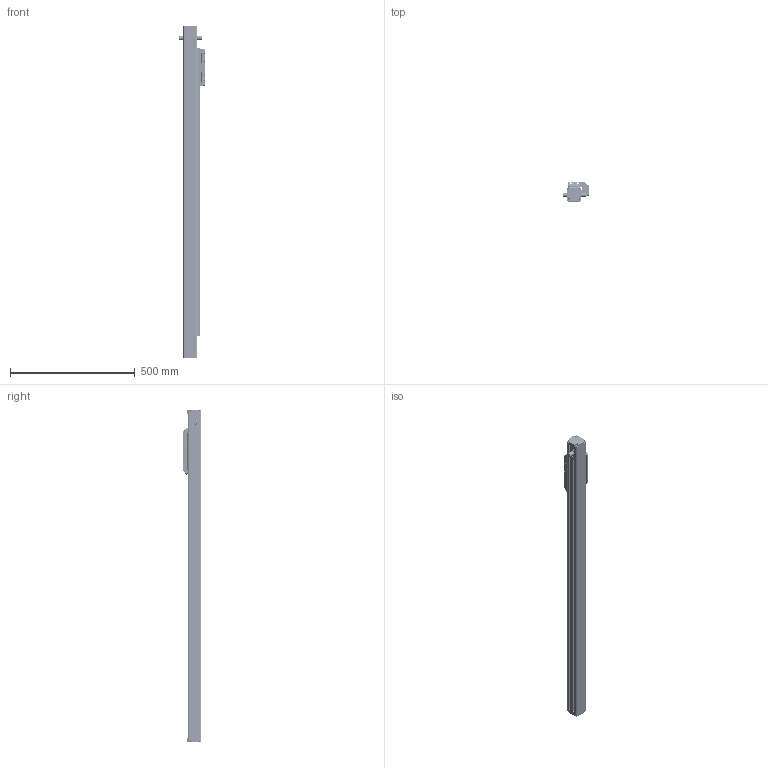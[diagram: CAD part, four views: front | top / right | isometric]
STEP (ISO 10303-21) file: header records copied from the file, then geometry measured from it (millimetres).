
FILE_DESCRIPTION (( 'STEP AP214' ), '1' );
FILE_NAME ('MTE55-1000-R-D6.STEP', '2023-03-14T07:26:11', ( '' ), ( '' ), 'SwSTEP 2.0', 'SolidWorks 2021', '' );
FILE_SCHEMA (( 'AUTOMOTIVE_DESIGN' ));
Length unit declared in the file: millimetre
Products named in the file (37): A1Y002-D16; A1PRM02; A1D006LF; A1P007L; SGF32_Circlip DIN 472 - 32 x 1.2; TAP-A1-M5; CSR-61804-2RS; A1S001; A1T001-0150; VTCEZ0,40-008_ISO 4762 M4 x 10 - 10C-Z; ISO 4762 M5 x 100 - 100C-Z_ISO 4762 M5 x 100 - 100C-Z; A1PR009; A1PRM14; A1PR004; A1P009V; A1A001L-0156; A1PR008; A1P005L; MTE55-1000-R-D6; SCHZ-4; VSTCE0,50-005_ISO 4026 - M5 x 5-C; A1PRM01-D16; A1W026; A1P001V; DTM05-M4; A1L001-0336; A1P006V; A1S007; A1P008V; A1S002; VTSTA0,30-008; A1F001; DQM05; VTSTA0,40-010; A1P012V; A1G006-0156_A1G006-0156; VTCEZ0,40-014_ISO 4762 M4 x 14 - 14C-Z
Assembly tree (150 placements, depth 4):
  MTE55-1000-R-D6
    A1A001L-0156
    A1L001-0336
    DTM05-M4  x20
    VTCEZ0,40-014_ISO 4762 M4 x 14 - 14C-Z  x20
    A1G006-0156_A1G006-0156
    A1PRM02
      A1PR009
        A1S002
      A1P007L
      A1P009V
      A1P008V
      A1P012V
      VTSTA0,30-008  x2
      VTSTA0,40-010  x2
      ISO 4762 M5 x 100 - 100C-Z_ISO 4762 M5 x 100 - 100C-Z  x4
    A1PRM14
      A1S007
      A1T001-0150  x2
      A1PR004  x2
        A1P006V
        A1F001
      VTSTA0,30-008  x6
      A1W026
      SCHZ-4  x4
      VTCEZ0,40-014_ISO 4762 M4 x 14 - 14C-Z  x4
      TAP-A1-M5  x6
    A1D006LF  x2
    VTCEZ0,40-008_ISO 4762 M4 x 10 - 10C-Z  x8
    A1PRM01-D16
      A1PR008
        A1S001
      A1P005L
      A1P008V
      CSR-61804-2RS  x2
      A1Y002-D16
      SGF32_Circlip DIN 472 - 32 x 1.2  x2
      VTSTA0,30-008  x2
      ISO 4762 M5 x 100 - 100C-Z_ISO 4762 M5 x 100 - 100C-Z  x4
      A1P001V
      DQM05  x8
      VSTCE0,50-005_ISO 4026 - M5 x 5-C  x8
    SCHZ-4  x20
Bounding box: 107.9 x 76 x 1331 mm (x, y, z)
Volume: 2240369.6 mm3; surface area: 1049808.5 mm2
Topology: 167 solids, 171 shells, 6089 faces, 15249 edges, 9361 vertices
Faces by surface type: cylinder 2343, plane 2226, cone 776, bspline 744
Entity records: 142843 total; most frequent: CARTESIAN_POINT 29974, ORIENTED_EDGE 16060, DIRECTION 15976, EDGE_CURVE 8030, AXIS2_PLACEMENT_3D 5738, VERTEX_POINT 5012, LINE 4500, VECTOR 4500
